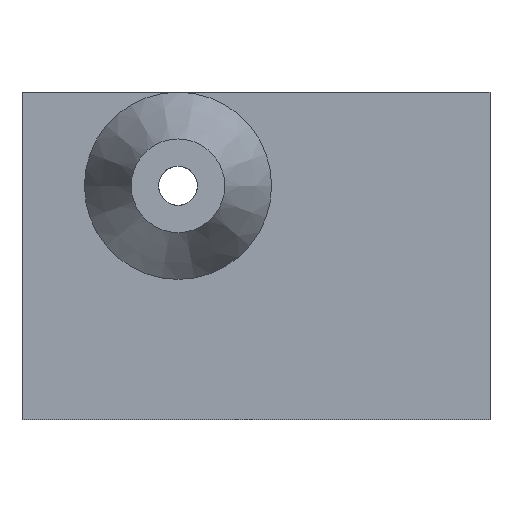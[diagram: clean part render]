
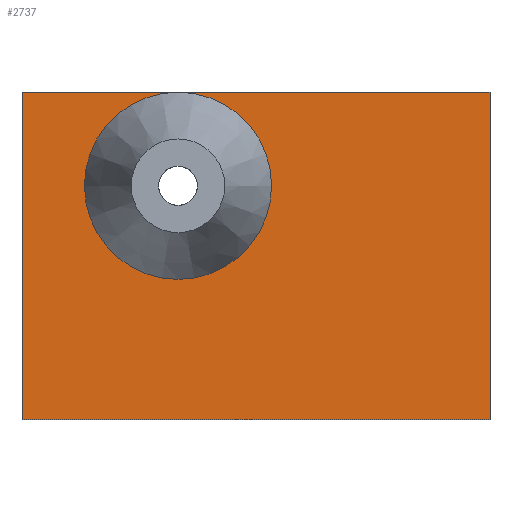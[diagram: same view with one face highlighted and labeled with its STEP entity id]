
A CAD part, left-side view. The second image highlights one B-rep face of the part: STEP entity #2737.
In plain terms, the highlighted planar face has unit normal (-1, 0, 0).
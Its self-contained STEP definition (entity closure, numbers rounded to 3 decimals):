
#22 = VERTEX_POINT('',#23);
#23 = CARTESIAN_POINT('',(-12.5,10.,0.));
#32 = PLANE('',#33);
#33 = AXIS2_PLACEMENT_3D('',#34,#35,#36);
#34 = CARTESIAN_POINT('',(-12.5,10.,0.));
#35 = DIRECTION('',(0.,1.,0.));
#36 = DIRECTION('',(1.,0.,0.));
#44 = PLANE('',#45);
#45 = AXIS2_PLACEMENT_3D('',#46,#47,#48);
#46 = CARTESIAN_POINT('',(0.,-5.,0.));
#47 = DIRECTION('',(-0.,-0.,-1.));
#48 = DIRECTION('',(-1.,0.,0.));
#56 = EDGE_CURVE('',#22,#57,#59,.T.);
#57 = VERTEX_POINT('',#58);
#58 = CARTESIAN_POINT('',(-12.5,10.,21.));
#59 = SURFACE_CURVE('',#60,(#64,#71),.PCURVE_S1.);
#60 = LINE('',#61,#62);
#61 = CARTESIAN_POINT('',(-12.5,10.,0.));
#62 = VECTOR('',#63,1.);
#63 = DIRECTION('',(0.,0.,1.));
#64 = PCURVE('',#32,#65);
#65 = DEFINITIONAL_REPRESENTATION('',(#66),#70);
#66 = LINE('',#67,#68);
#67 = CARTESIAN_POINT('',(0.,0.));
#68 = VECTOR('',#69,1.);
#69 = DIRECTION('',(0.,-1.));
#70 = ( GEOMETRIC_REPRESENTATION_CONTEXT(2) 
PARAMETRIC_REPRESENTATION_CONTEXT() REPRESENTATION_CONTEXT('2D SPACE',''
  ) );
#71 = PCURVE('',#72,#77);
#72 = PLANE('',#73);
#73 = AXIS2_PLACEMENT_3D('',#74,#75,#76);
#74 = CARTESIAN_POINT('',(-12.5,10.,0.));
#75 = DIRECTION('',(1.,0.,0.));
#76 = DIRECTION('',(0.,-1.,0.));
#77 = DEFINITIONAL_REPRESENTATION('',(#78),#82);
#78 = LINE('',#79,#80);
#79 = CARTESIAN_POINT('',(0.,0.));
#80 = VECTOR('',#81,1.);
#81 = DIRECTION('',(0.,-1.));
#82 = ( GEOMETRIC_REPRESENTATION_CONTEXT(2) 
PARAMETRIC_REPRESENTATION_CONTEXT() REPRESENTATION_CONTEXT('2D SPACE',''
  ) );
#100 = PLANE('',#101);
#101 = AXIS2_PLACEMENT_3D('',#102,#103,#104);
#102 = CARTESIAN_POINT('',(0.,-5.,21.));
#103 = DIRECTION('',(-0.,-0.,-1.));
#104 = DIRECTION('',(-1.,0.,0.));
#497 = VERTEX_POINT('',#498);
#498 = CARTESIAN_POINT('',(-12.5,-20.,0.));
#512 = PLANE('',#513);
#513 = AXIS2_PLACEMENT_3D('',#514,#515,#516);
#514 = CARTESIAN_POINT('',(12.5,-20.,0.));
#515 = DIRECTION('',(0.,-1.,0.));
#516 = DIRECTION('',(-1.,0.,0.));
#524 = EDGE_CURVE('',#22,#497,#525,.T.);
#525 = SURFACE_CURVE('',#526,(#530,#537),.PCURVE_S1.);
#526 = LINE('',#527,#528);
#527 = CARTESIAN_POINT('',(-12.5,10.,0.));
#528 = VECTOR('',#529,1.);
#529 = DIRECTION('',(0.,-1.,0.));
#530 = PCURVE('',#44,#531);
#531 = DEFINITIONAL_REPRESENTATION('',(#532),#536);
#532 = LINE('',#533,#534);
#533 = CARTESIAN_POINT('',(12.5,15.));
#534 = VECTOR('',#535,1.);
#535 = DIRECTION('',(0.,-1.));
#536 = ( GEOMETRIC_REPRESENTATION_CONTEXT(2) 
PARAMETRIC_REPRESENTATION_CONTEXT() REPRESENTATION_CONTEXT('2D SPACE',''
  ) );
#537 = PCURVE('',#72,#538);
#538 = DEFINITIONAL_REPRESENTATION('',(#539),#543);
#539 = LINE('',#540,#541);
#540 = CARTESIAN_POINT('',(0.,0.));
#541 = VECTOR('',#542,1.);
#542 = DIRECTION('',(1.,0.));
#543 = ( GEOMETRIC_REPRESENTATION_CONTEXT(2) 
PARAMETRIC_REPRESENTATION_CONTEXT() REPRESENTATION_CONTEXT('2D SPACE',''
  ) );
#2562 = EDGE_CURVE('',#57,#2563,#2565,.T.);
#2563 = VERTEX_POINT('',#2564);
#2564 = CARTESIAN_POINT('',(-12.5,0.,21.));
#2565 = SURFACE_CURVE('',#2566,(#2570,#2577),.PCURVE_S1.);
#2566 = LINE('',#2567,#2568);
#2567 = CARTESIAN_POINT('',(-12.5,10.,21.));
#2568 = VECTOR('',#2569,1.);
#2569 = DIRECTION('',(0.,-1.,0.));
#2570 = PCURVE('',#100,#2571);
#2571 = DEFINITIONAL_REPRESENTATION('',(#2572),#2576);
#2572 = LINE('',#2573,#2574);
#2573 = CARTESIAN_POINT('',(12.5,15.));
#2574 = VECTOR('',#2575,1.);
#2575 = DIRECTION('',(0.,-1.));
#2576 = ( GEOMETRIC_REPRESENTATION_CONTEXT(2) 
PARAMETRIC_REPRESENTATION_CONTEXT() REPRESENTATION_CONTEXT('2D SPACE',''
  ) );
#2577 = PCURVE('',#72,#2578);
#2578 = DEFINITIONAL_REPRESENTATION('',(#2579),#2583);
#2579 = LINE('',#2580,#2581);
#2580 = CARTESIAN_POINT('',(0.,-21.));
#2581 = VECTOR('',#2582,1.);
#2582 = DIRECTION('',(1.,0.));
#2583 = ( GEOMETRIC_REPRESENTATION_CONTEXT(2) 
PARAMETRIC_REPRESENTATION_CONTEXT() REPRESENTATION_CONTEXT('2D SPACE',''
  ) );
#2695 = VERTEX_POINT('',#2696);
#2696 = CARTESIAN_POINT('',(-12.5,-20.,21.));
#2717 = EDGE_CURVE('',#2563,#2695,#2718,.T.);
#2718 = SURFACE_CURVE('',#2719,(#2723,#2730),.PCURVE_S1.);
#2719 = LINE('',#2720,#2721);
#2720 = CARTESIAN_POINT('',(-12.5,10.,21.));
#2721 = VECTOR('',#2722,1.);
#2722 = DIRECTION('',(0.,-1.,0.));
#2723 = PCURVE('',#100,#2724);
#2724 = DEFINITIONAL_REPRESENTATION('',(#2725),#2729);
#2725 = LINE('',#2726,#2727);
#2726 = CARTESIAN_POINT('',(12.5,15.));
#2727 = VECTOR('',#2728,1.);
#2728 = DIRECTION('',(0.,-1.));
#2729 = ( GEOMETRIC_REPRESENTATION_CONTEXT(2) 
PARAMETRIC_REPRESENTATION_CONTEXT() REPRESENTATION_CONTEXT('2D SPACE',''
  ) );
#2730 = PCURVE('',#72,#2731);
#2731 = DEFINITIONAL_REPRESENTATION('',(#2732),#2736);
#2732 = LINE('',#2733,#2734);
#2733 = CARTESIAN_POINT('',(0.,-21.));
#2734 = VECTOR('',#2735,1.);
#2735 = DIRECTION('',(1.,0.));
#2736 = ( GEOMETRIC_REPRESENTATION_CONTEXT(2) 
PARAMETRIC_REPRESENTATION_CONTEXT() REPRESENTATION_CONTEXT('2D SPACE',''
  ) );
#2737 = ADVANCED_FACE('',(#2738,#2765),#72,.F.);
#2738 = FACE_BOUND('',#2739,.F.);
#2739 = EDGE_LOOP('',(#2740,#2741,#2742,#2743,#2744));
#2740 = ORIENTED_EDGE('',*,*,#524,.F.);
#2741 = ORIENTED_EDGE('',*,*,#56,.T.);
#2742 = ORIENTED_EDGE('',*,*,#2562,.T.);
#2743 = ORIENTED_EDGE('',*,*,#2717,.T.);
#2744 = ORIENTED_EDGE('',*,*,#2745,.F.);
#2745 = EDGE_CURVE('',#497,#2695,#2746,.T.);
#2746 = SURFACE_CURVE('',#2747,(#2751,#2758),.PCURVE_S1.);
#2747 = LINE('',#2748,#2749);
#2748 = CARTESIAN_POINT('',(-12.5,-20.,0.));
#2749 = VECTOR('',#2750,1.);
#2750 = DIRECTION('',(0.,0.,1.));
#2751 = PCURVE('',#72,#2752);
#2752 = DEFINITIONAL_REPRESENTATION('',(#2753),#2757);
#2753 = LINE('',#2754,#2755);
#2754 = CARTESIAN_POINT('',(30.,0.));
#2755 = VECTOR('',#2756,1.);
#2756 = DIRECTION('',(0.,-1.));
#2757 = ( GEOMETRIC_REPRESENTATION_CONTEXT(2) 
PARAMETRIC_REPRESENTATION_CONTEXT() REPRESENTATION_CONTEXT('2D SPACE',''
  ) );
#2758 = PCURVE('',#512,#2759);
#2759 = DEFINITIONAL_REPRESENTATION('',(#2760),#2764);
#2760 = LINE('',#2761,#2762);
#2761 = CARTESIAN_POINT('',(25.,0.));
#2762 = VECTOR('',#2763,1.);
#2763 = DIRECTION('',(0.,-1.));
#2764 = ( GEOMETRIC_REPRESENTATION_CONTEXT(2) 
PARAMETRIC_REPRESENTATION_CONTEXT() REPRESENTATION_CONTEXT('2D SPACE',''
  ) );
#2765 = FACE_BOUND('',#2766,.F.);
#2766 = EDGE_LOOP('',(#2767,#2800));
#2767 = ORIENTED_EDGE('',*,*,#2768,.T.);
#2768 = EDGE_CURVE('',#2769,#2563,#2771,.T.);
#2769 = VERTEX_POINT('',#2770);
#2770 = CARTESIAN_POINT('',(-12.5,-6.,15.));
#2771 = SURFACE_CURVE('',#2772,(#2777,#2788),.PCURVE_S1.);
#2772 = CIRCLE('',#2773,6.);
#2773 = AXIS2_PLACEMENT_3D('',#2774,#2775,#2776);
#2774 = CARTESIAN_POINT('',(-12.5,0.,15.));
#2775 = DIRECTION('',(-1.,0.,0.));
#2776 = DIRECTION('',(0.,-1.,0.));
#2777 = PCURVE('',#72,#2778);
#2778 = DEFINITIONAL_REPRESENTATION('',(#2779),#2787);
#2779 = ( BOUNDED_CURVE() B_SPLINE_CURVE(2,(#2780,#2781,#2782,#2783,
#2784,#2785,#2786),.UNSPECIFIED.,.T.,.F.) B_SPLINE_CURVE_WITH_KNOTS((1,2
    ,2,2,2,1),(-2.094,0.,2.094,4.189,
6.283,8.378),.UNSPECIFIED.) CURVE() 
GEOMETRIC_REPRESENTATION_ITEM() RATIONAL_B_SPLINE_CURVE((1.,0.5,1.,0.5,
1.,0.5,1.)) REPRESENTATION_ITEM('') );
#2780 = CARTESIAN_POINT('',(16.,-15.));
#2781 = CARTESIAN_POINT('',(16.,-25.392));
#2782 = CARTESIAN_POINT('',(7.,-20.196));
#2783 = CARTESIAN_POINT('',(-2.,-15.));
#2784 = CARTESIAN_POINT('',(7.,-9.804));
#2785 = CARTESIAN_POINT('',(16.,-4.608));
#2786 = CARTESIAN_POINT('',(16.,-15.));
#2787 = ( GEOMETRIC_REPRESENTATION_CONTEXT(2) 
PARAMETRIC_REPRESENTATION_CONTEXT() REPRESENTATION_CONTEXT('2D SPACE',''
  ) );
#2788 = PCURVE('',#2789,#2794);
#2789 = CONICAL_SURFACE('',#2790,6.,0.381);
#2790 = AXIS2_PLACEMENT_3D('',#2791,#2792,#2793);
#2791 = CARTESIAN_POINT('',(-12.5,0.,15.));
#2792 = DIRECTION('',(1.,0.,0.));
#2793 = DIRECTION('',(0.,-1.,0.));
#2794 = DEFINITIONAL_REPRESENTATION('',(#2795),#2799);
#2795 = LINE('',#2796,#2797);
#2796 = CARTESIAN_POINT('',(-0.,-0.));
#2797 = VECTOR('',#2798,1.);
#2798 = DIRECTION('',(-1.,-0.));
#2799 = ( GEOMETRIC_REPRESENTATION_CONTEXT(2) 
PARAMETRIC_REPRESENTATION_CONTEXT() REPRESENTATION_CONTEXT('2D SPACE',''
  ) );
#2800 = ORIENTED_EDGE('',*,*,#2801,.T.);
#2801 = EDGE_CURVE('',#2563,#2769,#2802,.T.);
#2802 = SURFACE_CURVE('',#2803,(#2808,#2819),.PCURVE_S1.);
#2803 = CIRCLE('',#2804,6.);
#2804 = AXIS2_PLACEMENT_3D('',#2805,#2806,#2807);
#2805 = CARTESIAN_POINT('',(-12.5,0.,15.));
#2806 = DIRECTION('',(-1.,0.,0.));
#2807 = DIRECTION('',(0.,-1.,0.));
#2808 = PCURVE('',#72,#2809);
#2809 = DEFINITIONAL_REPRESENTATION('',(#2810),#2818);
#2810 = ( BOUNDED_CURVE() B_SPLINE_CURVE(2,(#2811,#2812,#2813,#2814,
#2815,#2816,#2817),.UNSPECIFIED.,.T.,.F.) B_SPLINE_CURVE_WITH_KNOTS((1,2
    ,2,2,2,1),(-2.094,0.,2.094,4.189,
6.283,8.378),.UNSPECIFIED.) CURVE() 
GEOMETRIC_REPRESENTATION_ITEM() RATIONAL_B_SPLINE_CURVE((1.,0.5,1.,0.5,
1.,0.5,1.)) REPRESENTATION_ITEM('') );
#2811 = CARTESIAN_POINT('',(16.,-15.));
#2812 = CARTESIAN_POINT('',(16.,-25.392));
#2813 = CARTESIAN_POINT('',(7.,-20.196));
#2814 = CARTESIAN_POINT('',(-2.,-15.));
#2815 = CARTESIAN_POINT('',(7.,-9.804));
#2816 = CARTESIAN_POINT('',(16.,-4.608));
#2817 = CARTESIAN_POINT('',(16.,-15.));
#2818 = ( GEOMETRIC_REPRESENTATION_CONTEXT(2) 
PARAMETRIC_REPRESENTATION_CONTEXT() REPRESENTATION_CONTEXT('2D SPACE',''
  ) );
#2819 = PCURVE('',#2789,#2820);
#2820 = DEFINITIONAL_REPRESENTATION('',(#2821),#2825);
#2821 = LINE('',#2822,#2823);
#2822 = CARTESIAN_POINT('',(-0.,-0.));
#2823 = VECTOR('',#2824,1.);
#2824 = DIRECTION('',(-1.,-0.));
#2825 = ( GEOMETRIC_REPRESENTATION_CONTEXT(2) 
PARAMETRIC_REPRESENTATION_CONTEXT() REPRESENTATION_CONTEXT('2D SPACE',''
  ) );
